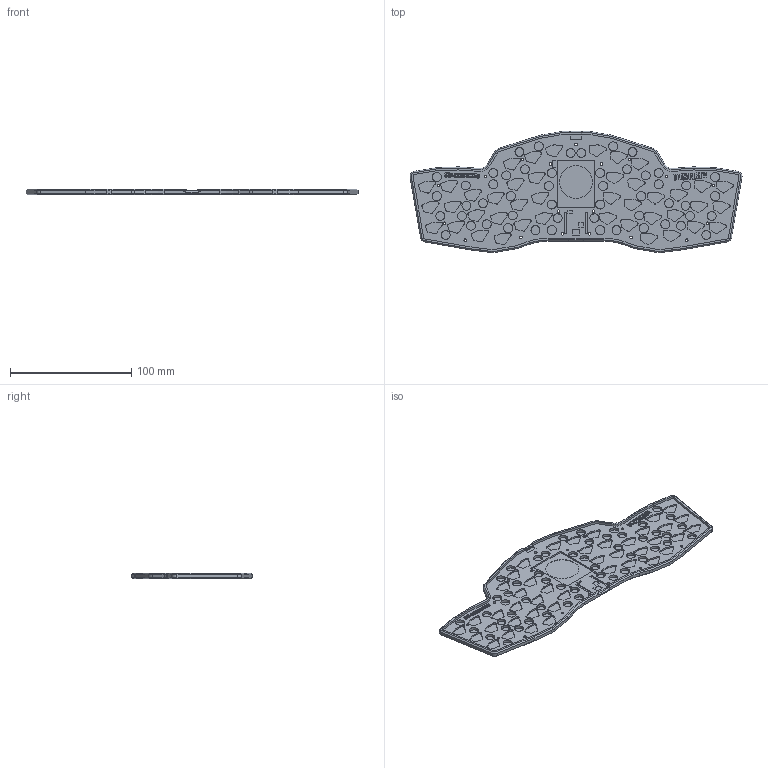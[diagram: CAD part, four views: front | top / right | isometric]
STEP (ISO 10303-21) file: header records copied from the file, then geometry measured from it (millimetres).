
FILE_DESCRIPTION(('STEP AP242'), '1');
FILE_NAME('Bottom_mEnki_v1_Washtub', '', ('UNSPECIFIED'), ('UNSPECIFIED'), 'C3D Converter', 'C3D Toolkit', '');
FILE_SCHEMA(('AP242_MANAGED_MODEL_BASED_3D_ENGINEERING_MIM_LF { 1 0 10303 442 1 1 4 }'));
Length unit declared in the file: millimetre
Bounding box: 273.33 x 99.8 x 4.6 mm (x, y, z)
Volume: 43038.7 mm3; surface area: 49923.2 mm2
Topology: 1 solids, 1 shells, 1944 faces, 5320 edges, 3536 vertices
Faces by surface type: cylinder 1020, plane 872, cone 52
Full cylindrical faces by diameter (mm): 2.1 x19, 7.4 x52, 8.45 x13, 27 x1
Entity records: 77388 total; most frequent: DIRECTION 11203, CARTESIAN_POINT 10781, ORIENTED_EDGE 10346, EDGE_CURVE 5173, AXIS2_PLACEMENT_3D 4067, VERTEX_POINT 3472, LINE 3069, VECTOR 3069
